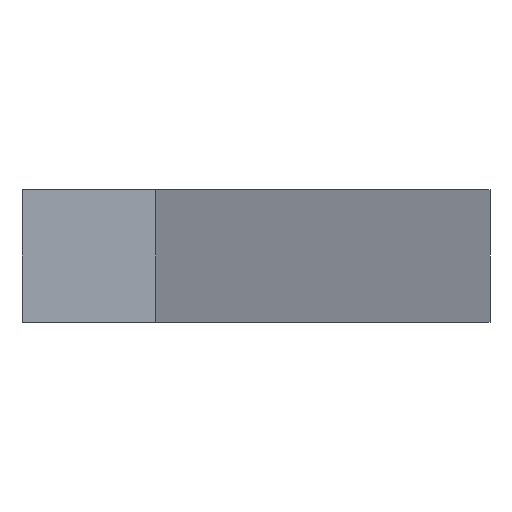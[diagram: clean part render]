
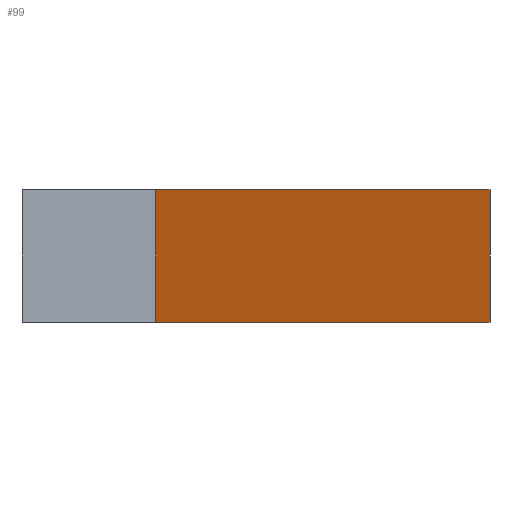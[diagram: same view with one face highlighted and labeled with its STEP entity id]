
A CAD part, front view. The second image highlights one B-rep face of the part: STEP entity #99.
In plain terms, the highlighted planar face has unit normal (0.947, -0.321, 0).
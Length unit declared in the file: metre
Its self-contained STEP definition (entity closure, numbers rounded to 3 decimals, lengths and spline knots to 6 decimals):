
#16=ORIENTED_EDGE('',*,*,#40,.T.);
#17=ORIENTED_EDGE('',*,*,#39,.F.);
#18=ORIENTED_EDGE('',*,*,#41,.F.);
#19=ORIENTED_EDGE('',*,*,#42,.T.);
#39=EDGE_CURVE('',#51,#48,#59,.T.);
#40=EDGE_CURVE('',#52,#48,#60,.T.);
#41=EDGE_CURVE('',#53,#51,#61,.T.);
#42=EDGE_CURVE('',#53,#52,#62,.T.);
#48=VERTEX_POINT('',#152);
#51=VERTEX_POINT('',#157);
#52=VERTEX_POINT('',#161);
#53=VERTEX_POINT('',#163);
#59=LINE('',#158,#71);
#60=LINE('',#160,#72);
#61=LINE('',#162,#73);
#62=LINE('',#164,#74);
#71=VECTOR('',#130,1.);
#72=VECTOR('',#133,1.);
#73=VECTOR('',#134,1.);
#74=VECTOR('',#135,1.);
#81=EDGE_LOOP('',(#16,#17,#18,#19));
#87=FACE_BOUND('',#81,.T.);
#93=PLANE('',#118);
#99=ADVANCED_FACE('',(#87),#93,.F.);
#118=AXIS2_PLACEMENT_3D('',#159,#131,#132);
#130=DIRECTION('',(0.,0.,1.));
#131=DIRECTION('',(-0.947,0.321,0.));
#132=DIRECTION('',(-0.321,-0.947,0.));
#133=DIRECTION('',(-0.321,-0.947,0.));
#134=DIRECTION('',(-0.321,-0.947,0.));
#135=DIRECTION('',(0.,0.,1.));
#152=CARTESIAN_POINT('',(0.095796,-0.047349,0.0095));
#157=CARTESIAN_POINT('',(0.095796,-0.047349,0.0089));
#158=CARTESIAN_POINT('',(0.095796,-0.047349,0.0089));
#159=CARTESIAN_POINT('',(0.096554,-0.045115,0.0089));
#160=CARTESIAN_POINT('',(0.096554,-0.045115,0.0095));
#161=CARTESIAN_POINT('',(0.097311,-0.042881,0.0095));
#162=CARTESIAN_POINT('',(0.096554,-0.045115,0.0089));
#163=CARTESIAN_POINT('',(0.097311,-0.042881,0.0089));
#164=CARTESIAN_POINT('',(0.097311,-0.042881,0.0089));
